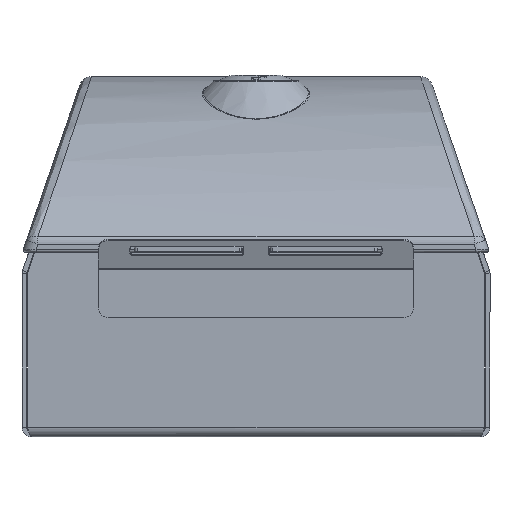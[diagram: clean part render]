
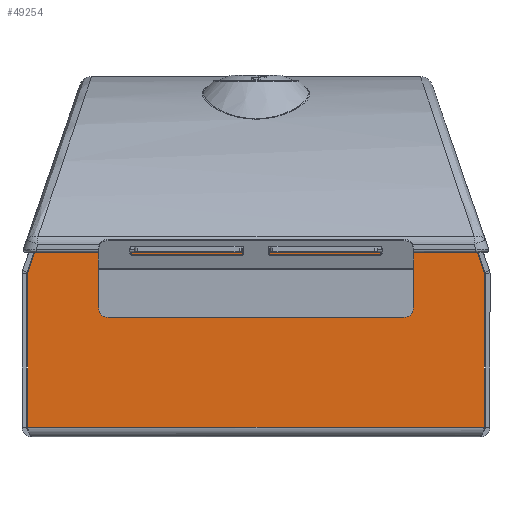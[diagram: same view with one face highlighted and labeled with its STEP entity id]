
A CAD part, front view. The second image highlights one B-rep face of the part: STEP entity #49254.
In plain terms, the highlighted planar face has unit normal (0, -1, 0).
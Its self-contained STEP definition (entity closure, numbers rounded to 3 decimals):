
#714 = EDGE_CURVE ( 'NONE', #23980, #71329, #67892, .T. ) ;
#1210 = VECTOR ( 'NONE', #12568, 1000. ) ;
#2087 = VERTEX_POINT ( 'NONE', #63749 ) ;
#2959 = DIRECTION ( 'NONE',  ( 1., 0., 0. ) ) ;
#3032 = EDGE_CURVE ( 'NONE', #59310, #78745, #73192, .T. ) ;
#3145 = CARTESIAN_POINT ( 'NONE',  ( 4., -139.5, 77.8 ) ) ;
#3191 = CARTESIAN_POINT ( 'NONE',  ( 190.8, -139.5, 67.366 ) ) ;
#5694 = CARTESIAN_POINT ( 'NONE',  ( 31.55, -139.5, 69.036 ) ) ;
#6103 = CARTESIAN_POINT ( 'NONE',  ( 2.394, -139.5, 67.924 ) ) ;
#7624 = VERTEX_POINT ( 'NONE', #40880 ) ;
#9603 = VERTEX_POINT ( 'NONE', #26110 ) ;
#11457 = EDGE_LOOP ( 'NONE', ( #34532, #64319, #40518, #24383, #19813, #71013 ) ) ;
#12081 = CARTESIAN_POINT ( 'NONE',  ( 190.8, -139.5, 67.366 ) ) ;
#12388 = CARTESIAN_POINT ( 'NONE',  ( 35.55, -139.5, 53.3 ) ) ;
#12568 = DIRECTION ( 'NONE',  ( -0.328, 0., -0.945 ) ) ;
#13354 = CIRCLE ( 'NONE', #49537, 4. ) ;
#14224 = EDGE_CURVE ( 'NONE', #2087, #31754, #13354, .T. ) ;
#14240 = VECTOR ( 'NONE', #33060, 1000. ) ;
#14586 = CARTESIAN_POINT ( 'NONE',  ( 190.8, -139.5, 4. ) ) ;
#14638 = FACE_BOUND ( 'NONE', #11457, .T. ) ;
#14731 = EDGE_CURVE ( 'NONE', #61650, #31754, #58350, .T. ) ;
#15465 = EDGE_LOOP ( 'NONE', ( #32879, #62218, #18048, #70759, #16191, #25971, #41315, #73872 ) ) ;
#15766 = DIRECTION ( 'NONE',  ( 0., 0., 1. ) ) ;
#16111 = LINE ( 'NONE', #3145, #79301 ) ;
#16191 = ORIENTED_EDGE ( 'NONE', *, *, #21037, .T. ) ;
#17323 = CARTESIAN_POINT ( 'NONE',  ( 170.787, -139.5, 125.284 ) ) ;
#17366 = CARTESIAN_POINT ( 'NONE',  ( 189.1, -139.5, 67.366 ) ) ;
#17889 = CARTESIAN_POINT ( 'NONE',  ( 4., -139.5, 4. ) ) ;
#18048 = ORIENTED_EDGE ( 'NONE', *, *, #40842, .T. ) ;
#19372 = VERTEX_POINT ( 'NONE', #74005 ) ;
#19813 = ORIENTED_EDGE ( 'NONE', *, *, #14731, .F. ) ;
#19952 = VERTEX_POINT ( 'NONE', #29430 ) ;
#20832 = LINE ( 'NONE', #27279, #55382 ) ;
#21037 = EDGE_CURVE ( 'NONE', #19952, #7624, #22975, .T. ) ;
#21191 = CARTESIAN_POINT ( 'NONE',  ( 31.55, -139.5, 69.036 ) ) ;
#21297 = DIRECTION ( 'NONE',  ( 0., 1., 0. ) ) ;
#21341 = VERTEX_POINT ( 'NONE', #21191 ) ;
#21540 = VECTOR ( 'NONE', #48553, 1000. ) ;
#21601 = VECTOR ( 'NONE', #42707, 1000. ) ;
#22931 = VECTOR ( 'NONE', #29195, 1000. ) ;
#22975 = LINE ( 'NONE', #17323, #52576 ) ;
#23980 = VERTEX_POINT ( 'NONE', #28882 ) ;
#24102 = CARTESIAN_POINT ( 'NONE',  ( 35.55, -139.5, 49.3 ) ) ;
#24383 = ORIENTED_EDGE ( 'NONE', *, *, #14224, .T. ) ;
#25971 = ORIENTED_EDGE ( 'NONE', *, *, #75959, .T. ) ;
#26110 = CARTESIAN_POINT ( 'NONE',  ( 2.3, -139.5, 67.366 ) ) ;
#27041 = DIRECTION ( 'NONE',  ( -1., 0., 0. ) ) ;
#27161 = CARTESIAN_POINT ( 'NONE',  ( 4., -139.5, 67.366 ) ) ;
#27279 = CARTESIAN_POINT ( 'NONE',  ( 2.3, -139.5, 67.366 ) ) ;
#27483 = LINE ( 'NONE', #3191, #32290 ) ;
#28882 = CARTESIAN_POINT ( 'NONE',  ( 5.824, -139.5, 77.8 ) ) ;
#29195 = DIRECTION ( 'NONE',  ( 1., 0., 0. ) ) ;
#29430 = CARTESIAN_POINT ( 'NONE',  ( 190.706, -139.5, 67.924 ) ) ;
#31754 = VERTEX_POINT ( 'NONE', #79375 ) ;
#31912 = CIRCLE ( 'NONE', #52571, 4. ) ;
#32290 = VECTOR ( 'NONE', #15766, 1000. ) ;
#32805 = VECTOR ( 'NONE', #2959, 1000. ) ;
#32879 = ORIENTED_EDGE ( 'NONE', *, *, #61058, .T. ) ;
#33060 = DIRECTION ( 'NONE',  ( 0., 0., -1. ) ) ;
#33233 = PLANE ( 'NONE',  #59945 ) ;
#33351 = DIRECTION ( 'NONE',  ( 0., 0., -1. ) ) ;
#34532 = ORIENTED_EDGE ( 'NONE', *, *, #53454, .F. ) ;
#38793 = AXIS2_PLACEMENT_3D ( 'NONE', #17366, #42016, #67805 ) ;
#38927 = EDGE_CURVE ( 'NONE', #44376, #19952, #76212, .T. ) ;
#38986 = AXIS2_PLACEMENT_3D ( 'NONE', #41048, #75101, #52779 ) ;
#39280 = FACE_OUTER_BOUND ( 'NONE', #15465, .T. ) ;
#40090 = VERTEX_POINT ( 'NONE', #46482 ) ;
#40518 = ORIENTED_EDGE ( 'NONE', *, *, #62487, .T. ) ;
#40842 = EDGE_CURVE ( 'NONE', #78745, #44376, #27483, .T. ) ;
#40880 = CARTESIAN_POINT ( 'NONE',  ( 187.276, -139.5, 77.8 ) ) ;
#41048 = CARTESIAN_POINT ( 'NONE',  ( 4., -139.5, 67.366 ) ) ;
#41315 = ORIENTED_EDGE ( 'NONE', *, *, #714, .T. ) ;
#41972 = DIRECTION ( 'NONE',  ( -0.328, 0., 0.945 ) ) ;
#42016 = DIRECTION ( 'NONE',  ( 0., -1., 0. ) ) ;
#42096 = LINE ( 'NONE', #5694, #21540 ) ;
#42707 = DIRECTION ( 'NONE',  ( 0., 0., -1. ) ) ;
#43305 = EDGE_CURVE ( 'NONE', #71329, #9603, #63472, .T. ) ;
#44376 = VERTEX_POINT ( 'NONE', #12081 ) ;
#44741 = CARTESIAN_POINT ( 'NONE',  ( 2.394, -139.5, 67.924 ) ) ;
#46482 = CARTESIAN_POINT ( 'NONE',  ( 31.55, -139.5, 53.3 ) ) ;
#48553 = DIRECTION ( 'NONE',  ( 1., 0., 0. ) ) ;
#49254 = ADVANCED_FACE ( 'NONE', ( #14638, #39280 ), #33233, .T. ) ;
#49537 = AXIS2_PLACEMENT_3D ( 'NONE', #76627, #21297, #62920 ) ;
#52571 = AXIS2_PLACEMENT_3D ( 'NONE', #12388, #61676, #62056 ) ;
#52576 = VECTOR ( 'NONE', #41972, 1000. ) ;
#52700 = EDGE_CURVE ( 'NONE', #21341, #19372, #42096, .T. ) ;
#52779 = DIRECTION ( 'NONE',  ( 0., 0., -1. ) ) ;
#53232 = LINE ( 'NONE', #70586, #14240 ) ;
#53454 = EDGE_CURVE ( 'NONE', #21341, #40090, #54828, .T. ) ;
#54828 = LINE ( 'NONE', #74161, #21601 ) ;
#55382 = VECTOR ( 'NONE', #33351, 1000. ) ;
#58350 = LINE ( 'NONE', #71628, #32805 ) ;
#59310 = VERTEX_POINT ( 'NONE', #78902 ) ;
#59945 = AXIS2_PLACEMENT_3D ( 'NONE', #27161, #78007, #64696 ) ;
#61058 = EDGE_CURVE ( 'NONE', #9603, #59310, #20832, .T. ) ;
#61650 = VERTEX_POINT ( 'NONE', #24102 ) ;
#61676 = DIRECTION ( 'NONE',  ( 0., 1., 0. ) ) ;
#62056 = DIRECTION ( 'NONE',  ( 0., 0., -1. ) ) ;
#62218 = ORIENTED_EDGE ( 'NONE', *, *, #3032, .T. ) ;
#62487 = EDGE_CURVE ( 'NONE', #19372, #2087, #53232, .T. ) ;
#62920 = DIRECTION ( 'NONE',  ( 0., 0., -1. ) ) ;
#63472 = CIRCLE ( 'NONE', #38986, 1.7 ) ;
#63749 = CARTESIAN_POINT ( 'NONE',  ( 161.55, -139.5, 53.3 ) ) ;
#64319 = ORIENTED_EDGE ( 'NONE', *, *, #52700, .T. ) ;
#64696 = DIRECTION ( 'NONE',  ( 0., 0., -1. ) ) ;
#67805 = DIRECTION ( 'NONE',  ( 0., 0., -1. ) ) ;
#67892 = LINE ( 'NONE', #6103, #1210 ) ;
#70586 = CARTESIAN_POINT ( 'NONE',  ( 161.55, -139.5, 49.3 ) ) ;
#70759 = ORIENTED_EDGE ( 'NONE', *, *, #38927, .T. ) ;
#71013 = ORIENTED_EDGE ( 'NONE', *, *, #79759, .T. ) ;
#71329 = VERTEX_POINT ( 'NONE', #44741 ) ;
#71628 = CARTESIAN_POINT ( 'NONE',  ( 31.55, -139.5, 49.3 ) ) ;
#73192 = LINE ( 'NONE', #17889, #22931 ) ;
#73872 = ORIENTED_EDGE ( 'NONE', *, *, #43305, .T. ) ;
#74005 = CARTESIAN_POINT ( 'NONE',  ( 161.55, -139.5, 69.036 ) ) ;
#74161 = CARTESIAN_POINT ( 'NONE',  ( 31.55, -139.5, 49.3 ) ) ;
#75101 = DIRECTION ( 'NONE',  ( 0., -1., 0. ) ) ;
#75959 = EDGE_CURVE ( 'NONE', #7624, #23980, #16111, .T. ) ;
#76212 = CIRCLE ( 'NONE', #38793, 1.7 ) ;
#76627 = CARTESIAN_POINT ( 'NONE',  ( 157.55, -139.5, 53.3 ) ) ;
#78007 = DIRECTION ( 'NONE',  ( 0., -1., 0. ) ) ;
#78745 = VERTEX_POINT ( 'NONE', #14586 ) ;
#78902 = CARTESIAN_POINT ( 'NONE',  ( 2.3, -139.5, 4. ) ) ;
#79301 = VECTOR ( 'NONE', #27041, 1000. ) ;
#79375 = CARTESIAN_POINT ( 'NONE',  ( 157.55, -139.5, 49.3 ) ) ;
#79759 = EDGE_CURVE ( 'NONE', #61650, #40090, #31912, .T. ) ;
